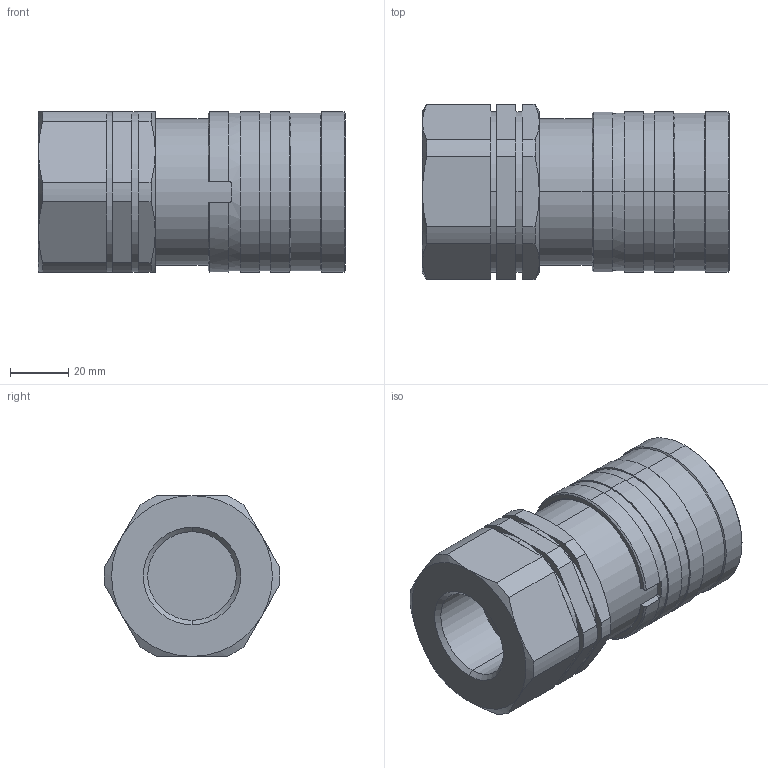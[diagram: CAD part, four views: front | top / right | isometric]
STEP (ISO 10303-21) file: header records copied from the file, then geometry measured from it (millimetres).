
FILE_DESCRIPTION (( 'STEP AP214' ), '1' );
FILE_NAME ('IF10010 RV.STEP', '2012-05-08T12:17:18', ( 'admin' ), ( 'Microsoft' ), 'SwSTEP 2.0', 'SolidWorks 2009', '' );
FILE_SCHEMA (( 'AUTOMOTIVE_DESIGN' ));
Length unit declared in the file: millimetre
Products named in the file (1): IF10010 RV
Bounding box: 105.1 x 59.96 x 55 mm (x, y, z)
Volume: 231383.5 mm3; surface area: 32103.8 mm2
Topology: 1 solids, 1 shells, 168 faces, 388 edges, 233 vertices
Faces by surface type: plane 64, cylinder 62, cone 33, torus 9
Entity records: 4983 total; most frequent: CARTESIAN_POINT 1106, DIRECTION 858, ORIENTED_EDGE 776, EDGE_CURVE 388, AXIS2_PLACEMENT_3D 345, VERTEX_POINT 233, EDGE_LOOP 179, CIRCLE 176
